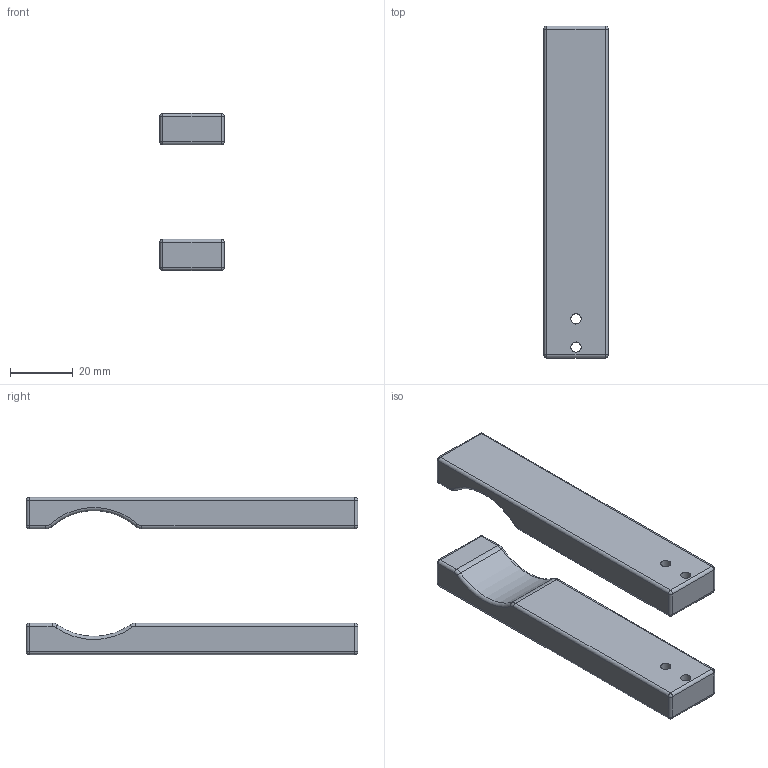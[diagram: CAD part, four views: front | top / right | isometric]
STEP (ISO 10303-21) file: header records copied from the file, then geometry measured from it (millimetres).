
FILE_DESCRIPTION(/* description */ (''),/* implementation_level */ '2;1');
FILE_NAME(/* name */ '1.stp',/* time_stamp */ '2019-05-31T10:53:01+08:00',/* author */ (''),/* organization */ (''),/* preprocessor_version */ 'ST-DEVELOPER v16',/* originating_system */ 'SIEMENS PLM Software NX 10.0',/* authorisation */ '');
FILE_SCHEMA (('AP203_CONFIGURATION_CONTROLLED_3D_DESIGN_OF_MECHANICAL_PARTS_AND_ASSEMBLIES_MIM_LF { 1 0 10303 403 2 1 2}'));
Length unit declared in the file: millimetre
Products named in the file (1): hp1638584Ackvs
Bounding box: 20.5 x 105.5 x 50 mm (x, y, z)
Volume: 38923.2 mm3; surface area: 13291.8 mm2
Topology: 2 solids, 2 shells, 80 faces, 184 edges, 92 vertices
Faces by surface type: cylinder 38, sphere 16, plane 14, torus 12
Full cylindrical faces by diameter (mm): 3.3 x4
Entity records: 2164 total; most frequent: DIRECTION 420, CARTESIAN_POINT 330, ORIENTED_EDGE 320, AXIS2_PLACEMENT_3D 178, EDGE_CURVE 160, CIRCLE 96, EDGE_LOOP 92, VERTEX_POINT 88
